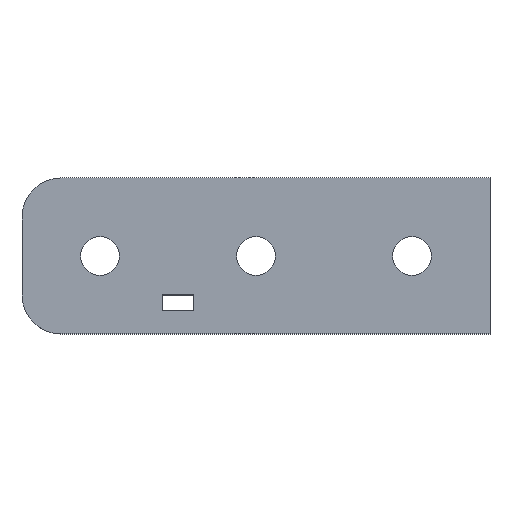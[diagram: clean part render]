
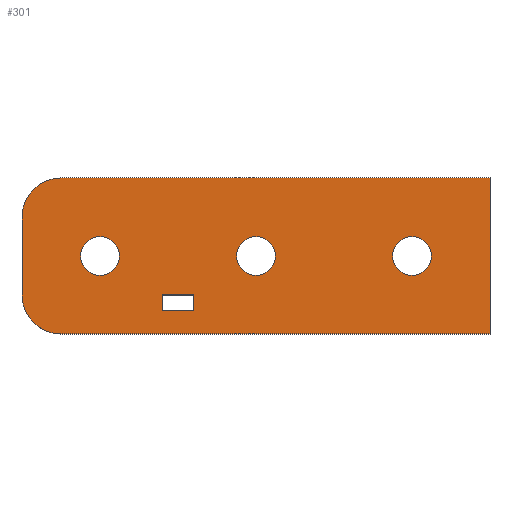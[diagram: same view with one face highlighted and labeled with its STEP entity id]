
A CAD part, top view. The second image highlights one B-rep face of the part: STEP entity #301.
In plain terms, the highlighted planar face has unit normal (0, 0, 1).
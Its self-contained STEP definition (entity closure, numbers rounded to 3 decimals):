
#19=FACE_BOUND('',#72,.T.);
#20=FACE_BOUND('',#73,.T.);
#21=FACE_BOUND('',#74,.T.);
#22=FACE_BOUND('',#75,.T.);
#23=CIRCLE('',#309,5.);
#29=CIRCLE('',#318,5.);
#30=CIRCLE('',#321,2.5);
#31=CIRCLE('',#323,2.5);
#32=CIRCLE('',#325,2.5);
#52=FACE_OUTER_BOUND('',#71,.T.);
#71=EDGE_LOOP('',(#264,#265,#266,#267,#268,#269));
#72=EDGE_LOOP('',(#270,#271,#272,#273));
#73=EDGE_LOOP('',(#274));
#74=EDGE_LOOP('',(#275));
#75=EDGE_LOOP('',(#276));
#78=LINE('',#418,#107);
#81=LINE('',#424,#110);
#84=LINE('',#430,#113);
#87=LINE('',#434,#116);
#92=LINE('',#449,#121);
#98=LINE('',#472,#127);
#103=LINE('',#487,#132);
#104=LINE('',#489,#133);
#107=VECTOR('',#335,10.);
#110=VECTOR('',#340,10.);
#113=VECTOR('',#345,10.);
#116=VECTOR('',#350,10.);
#121=VECTOR('',#363,10.);
#127=VECTOR('',#385,10.);
#132=VECTOR('',#404,10.);
#133=VECTOR('',#407,10.);
#136=VERTEX_POINT('',#415);
#137=VERTEX_POINT('',#417);
#139=VERTEX_POINT('',#423);
#141=VERTEX_POINT('',#429);
#142=VERTEX_POINT('',#436);
#143=VERTEX_POINT('',#437);
#147=VERTEX_POINT('',#447);
#154=VERTEX_POINT('',#465);
#155=VERTEX_POINT('',#466);
#156=VERTEX_POINT('',#471);
#157=VERTEX_POINT('',#475);
#158=VERTEX_POINT('',#479);
#159=VERTEX_POINT('',#483);
#162=EDGE_CURVE('',#137,#136,#78,.T.);
#165=EDGE_CURVE('',#139,#137,#81,.T.);
#168=EDGE_CURVE('',#141,#139,#84,.T.);
#171=EDGE_CURVE('',#136,#141,#87,.T.);
#172=EDGE_CURVE('',#142,#143,#23,.T.);
#178=EDGE_CURVE('',#142,#147,#92,.T.);
#186=EDGE_CURVE('',#154,#155,#29,.T.);
#189=EDGE_CURVE('',#156,#155,#98,.T.);
#192=EDGE_CURVE('',#157,#157,#30,.T.);
#194=EDGE_CURVE('',#158,#158,#31,.T.);
#195=EDGE_CURVE('',#159,#159,#32,.T.);
#197=EDGE_CURVE('',#147,#156,#103,.T.);
#198=EDGE_CURVE('',#154,#143,#104,.T.);
#264=ORIENTED_EDGE('',*,*,#172,.F.);
#265=ORIENTED_EDGE('',*,*,#178,.T.);
#266=ORIENTED_EDGE('',*,*,#197,.T.);
#267=ORIENTED_EDGE('',*,*,#189,.T.);
#268=ORIENTED_EDGE('',*,*,#186,.F.);
#269=ORIENTED_EDGE('',*,*,#198,.T.);
#270=ORIENTED_EDGE('',*,*,#168,.T.);
#271=ORIENTED_EDGE('',*,*,#165,.T.);
#272=ORIENTED_EDGE('',*,*,#162,.T.);
#273=ORIENTED_EDGE('',*,*,#171,.T.);
#274=ORIENTED_EDGE('',*,*,#192,.T.);
#275=ORIENTED_EDGE('',*,*,#194,.T.);
#276=ORIENTED_EDGE('',*,*,#195,.T.);
#286=PLANE('',#328);
#301=ADVANCED_FACE('',(#52,#19,#20,#21,#22),#286,.T.);
#309=AXIS2_PLACEMENT_3D('',#438,#353,#354);
#318=AXIS2_PLACEMENT_3D('',#467,#379,#380);
#321=AXIS2_PLACEMENT_3D('',#477,#390,#391);
#323=AXIS2_PLACEMENT_3D('',#481,#395,#396);
#325=AXIS2_PLACEMENT_3D('',#484,#399,#400);
#328=AXIS2_PLACEMENT_3D('',#490,#408,#409);
#335=DIRECTION('',(0.,-1.,0.));
#340=DIRECTION('',(1.,0.,0.));
#345=DIRECTION('',(0.,1.,0.));
#350=DIRECTION('',(-1.,0.,0.));
#353=DIRECTION('center_axis',(0.,0.,-1.));
#354=DIRECTION('ref_axis',(-0.707,-0.707,0.));
#363=DIRECTION('',(1.,0.,0.));
#379=DIRECTION('center_axis',(0.,0.,-1.));
#380=DIRECTION('ref_axis',(-0.707,0.707,0.));
#385=DIRECTION('',(-1.,0.,0.));
#390=DIRECTION('center_axis',(0.,0.,-1.));
#391=DIRECTION('ref_axis',(-1.,0.,0.));
#395=DIRECTION('center_axis',(0.,0.,-1.));
#396=DIRECTION('ref_axis',(-1.,0.,0.));
#399=DIRECTION('center_axis',(0.,0.,-1.));
#400=DIRECTION('ref_axis',(-1.,0.,0.));
#404=DIRECTION('',(0.,1.,0.));
#407=DIRECTION('',(0.,-1.,0.));
#408=DIRECTION('center_axis',(0.,0.,1.));
#409=DIRECTION('ref_axis',(-1.,0.,0.));
#415=CARTESIAN_POINT('',(-25.,250.,808.));
#417=CARTESIAN_POINT('',(-25.,252.,808.));
#418=CARTESIAN_POINT('',(-25.,254.5,808.));
#423=CARTESIAN_POINT('',(-29.,252.,808.));
#424=CARTESIAN_POINT('',(-18.,252.,808.));
#429=CARTESIAN_POINT('',(-29.,250.,808.));
#430=CARTESIAN_POINT('',(-29.,253.5,808.));
#434=CARTESIAN_POINT('',(-16.,250.,808.));
#436=CARTESIAN_POINT('',(-42.,247.,808.));
#437=CARTESIAN_POINT('',(-47.,252.,808.));
#438=CARTESIAN_POINT('Origin',(-42.,252.,808.));
#447=CARTESIAN_POINT('',(13.,247.,808.));
#449=CARTESIAN_POINT('',(13.,247.,808.));
#465=CARTESIAN_POINT('',(-47.,262.,808.));
#466=CARTESIAN_POINT('',(-42.,267.,808.));
#467=CARTESIAN_POINT('Origin',(-42.,262.,808.));
#471=CARTESIAN_POINT('',(13.,267.,808.));
#472=CARTESIAN_POINT('',(-27.,267.,808.));
#475=CARTESIAN_POINT('',(-14.5,257.,808.));
#477=CARTESIAN_POINT('Origin',(-17.,257.,808.));
#479=CARTESIAN_POINT('',(5.5,257.,808.));
#481=CARTESIAN_POINT('Origin',(3.,257.,808.));
#483=CARTESIAN_POINT('',(-34.5,257.,808.));
#484=CARTESIAN_POINT('Origin',(-37.,257.,808.));
#487=CARTESIAN_POINT('',(13.,267.,808.));
#489=CARTESIAN_POINT('',(-47.,267.,808.));
#490=CARTESIAN_POINT('Origin',(-7.,257.,808.));
